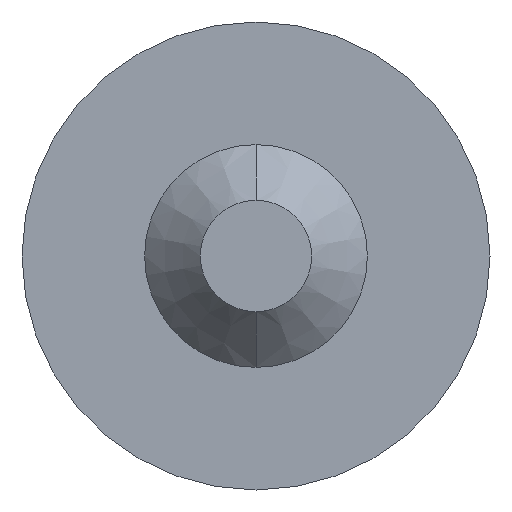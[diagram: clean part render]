
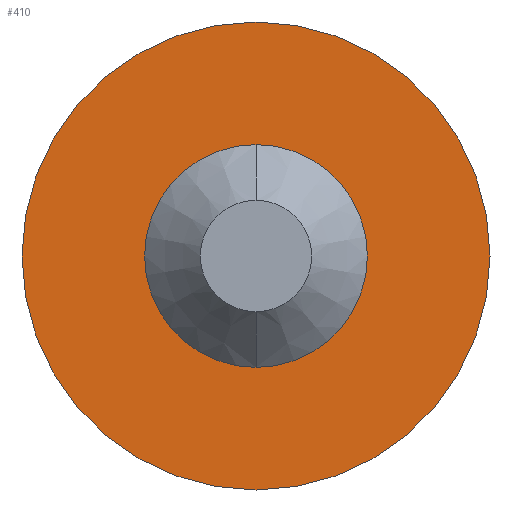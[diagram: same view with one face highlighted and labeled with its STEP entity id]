
A CAD part, front view. The second image highlights one B-rep face of the part: STEP entity #410.
In plain terms, the highlighted planar face has unit normal (0, -1, 0).
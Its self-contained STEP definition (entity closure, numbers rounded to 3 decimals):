
#14 = AXIS2_PLACEMENT_3D ( 'NONE', #29, #109, #241 ) ;
#16 = CIRCLE ( 'NONE', #14, 1. ) ;
#18 = FACE_BOUND ( 'NONE', #306, .T. ) ;
#24 = DIRECTION ( 'NONE',  ( 0., 0., -1. ) ) ;
#28 = AXIS2_PLACEMENT_3D ( 'NONE', #380, #288, #24 ) ;
#29 = CARTESIAN_POINT ( 'NONE',  ( 0., 0., 0. ) ) ;
#38 = ORIENTED_EDGE ( 'NONE', *, *, #199, .T. ) ;
#43 = FACE_OUTER_BOUND ( 'NONE', #338, .T. ) ;
#51 = ORIENTED_EDGE ( 'NONE', *, *, #202, .T. ) ;
#52 = CARTESIAN_POINT ( 'NONE',  ( 0., 0., 2.1 ) ) ;
#58 = VERTEX_POINT ( 'NONE', #52 ) ;
#75 = DIRECTION ( 'NONE',  ( 0., -1., 0. ) ) ;
#108 = CIRCLE ( 'NONE', #28, 2.1 ) ;
#109 = DIRECTION ( 'NONE',  ( 0., 1., 0. ) ) ;
#133 = CARTESIAN_POINT ( 'NONE',  ( 0., 0., 0. ) ) ;
#137 = PLANE ( 'NONE',  #256 ) ;
#139 = AXIS2_PLACEMENT_3D ( 'NONE', #578, #400, #262 ) ;
#177 = CARTESIAN_POINT ( 'NONE',  ( 0., 0., -2.1 ) ) ;
#195 = VERTEX_POINT ( 'NONE', #285 ) ;
#196 = CARTESIAN_POINT ( 'NONE',  ( 0., 0., 1. ) ) ;
#199 = EDGE_CURVE ( 'NONE', #195, #218, #16, .T. ) ;
#202 = EDGE_CURVE ( 'NONE', #58, #495, #108, .T. ) ;
#218 = VERTEX_POINT ( 'NONE', #196 ) ;
#225 = AXIS2_PLACEMENT_3D ( 'NONE', #351, #75, #293 ) ;
#229 = EDGE_CURVE ( 'NONE', #495, #58, #363, .T. ) ;
#241 = DIRECTION ( 'NONE',  ( 0., 0., 1. ) ) ;
#256 = AXIS2_PLACEMENT_3D ( 'NONE', #133, #498, #274 ) ;
#262 = DIRECTION ( 'NONE',  ( 0., 0., 1. ) ) ;
#274 = DIRECTION ( 'NONE',  ( 0., 0., -1. ) ) ;
#285 = CARTESIAN_POINT ( 'NONE',  ( 0., 0., -1. ) ) ;
#288 = DIRECTION ( 'NONE',  ( 0., -1., 0. ) ) ;
#293 = DIRECTION ( 'NONE',  ( 0., 0., -1. ) ) ;
#294 = CIRCLE ( 'NONE', #139, 1. ) ;
#298 = ORIENTED_EDGE ( 'NONE', *, *, #229, .T. ) ;
#306 = EDGE_LOOP ( 'NONE', ( #567, #38 ) ) ;
#323 = EDGE_CURVE ( 'NONE', #218, #195, #294, .T. ) ;
#338 = EDGE_LOOP ( 'NONE', ( #298, #51 ) ) ;
#351 = CARTESIAN_POINT ( 'NONE',  ( 0., 0., 0. ) ) ;
#363 = CIRCLE ( 'NONE', #225, 2.1 ) ;
#380 = CARTESIAN_POINT ( 'NONE',  ( 0., 0., 0. ) ) ;
#400 = DIRECTION ( 'NONE',  ( 0., 1., 0. ) ) ;
#410 = ADVANCED_FACE ( 'NONE', ( #18, #43 ), #137, .T. ) ;
#495 = VERTEX_POINT ( 'NONE', #177 ) ;
#498 = DIRECTION ( 'NONE',  ( 0., -1., 0. ) ) ;
#567 = ORIENTED_EDGE ( 'NONE', *, *, #323, .T. ) ;
#578 = CARTESIAN_POINT ( 'NONE',  ( 0., 0., 0. ) ) ;
